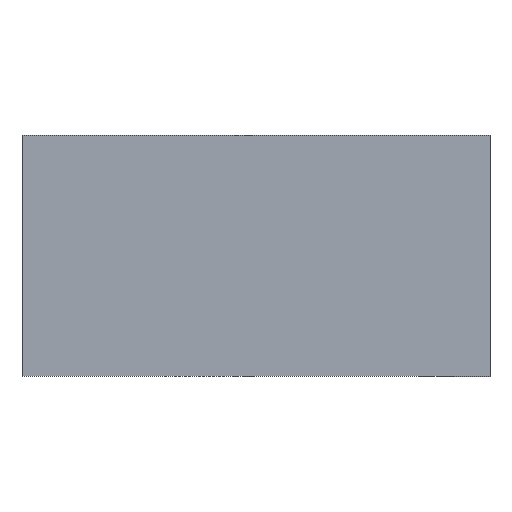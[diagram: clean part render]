
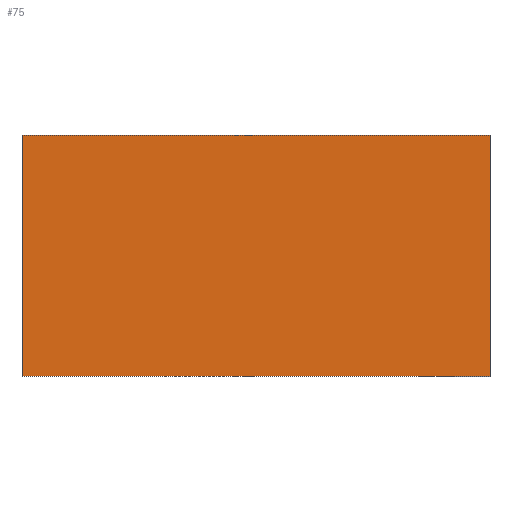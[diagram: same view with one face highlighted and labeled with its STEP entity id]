
A CAD part, top view. The second image highlights one B-rep face of the part: STEP entity #75.
In plain terms, the highlighted planar face has unit normal (0, 0, 1).
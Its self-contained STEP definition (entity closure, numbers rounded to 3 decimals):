
#75 = ADVANCED_FACE( '', ( #89 ), #90, .T. );
#89 = FACE_OUTER_BOUND( '', #117, .T. );
#90 = PLANE( '', #118 );
#117 = EDGE_LOOP( '', ( #145, #146, #147, #148 ) );
#118 = AXIS2_PLACEMENT_3D( '', #149, #150, #151 );
#145 = ORIENTED_EDGE( '', *, *, #250, .F. );
#146 = ORIENTED_EDGE( '', *, *, #251, .T. );
#147 = ORIENTED_EDGE( '', *, *, #252, .T. );
#148 = ORIENTED_EDGE( '', *, *, #253, .F. );
#149 = CARTESIAN_POINT( '', ( 189.448, 43., 6.225 ) );
#150 = DIRECTION( '', ( 0., 0., 1. ) );
#151 = DIRECTION( '', ( 0., -1., 0. ) );
#250 = EDGE_CURVE( '', #283, #284, #285, .T. );
#251 = EDGE_CURVE( '', #283, #286, #287, .T. );
#252 = EDGE_CURVE( '', #286, #288, #289, .T. );
#253 = EDGE_CURVE( '', #284, #288, #290, .T. );
#283 = VERTEX_POINT( '', #338 );
#284 = VERTEX_POINT( '', #339 );
#285 = LINE( '', #340, #341 );
#286 = VERTEX_POINT( '', #342 );
#287 = LINE( '', #343, #344 );
#288 = VERTEX_POINT( '', #345 );
#289 = LINE( '', #346, #347 );
#290 = LINE( '', #348, #349 );
#338 = CARTESIAN_POINT( '', ( 165.448, 56.4, 6.225 ) );
#339 = CARTESIAN_POINT( '', ( 191.448, 56.4, 6.225 ) );
#340 = CARTESIAN_POINT( '', ( 189.448, 56.4, 6.225 ) );
#341 = VECTOR( '', #420, 1000. );
#342 = CARTESIAN_POINT( '', ( 165.448, 43., 6.225 ) );
#343 = CARTESIAN_POINT( '', ( 165.448, 56.4, 6.225 ) );
#344 = VECTOR( '', #421, 1000. );
#345 = CARTESIAN_POINT( '', ( 191.448, 43., 6.225 ) );
#346 = CARTESIAN_POINT( '', ( 189.448, 43., 6.225 ) );
#347 = VECTOR( '', #422, 1000. );
#348 = CARTESIAN_POINT( '', ( 191.448, 43., 6.225 ) );
#349 = VECTOR( '', #423, 1000. );
#420 = DIRECTION( '', ( 1., 0., 0. ) );
#421 = DIRECTION( '', ( 0., -1., 0. ) );
#422 = DIRECTION( '', ( 1., 0., 0. ) );
#423 = DIRECTION( '', ( 0., -1., 0. ) );
